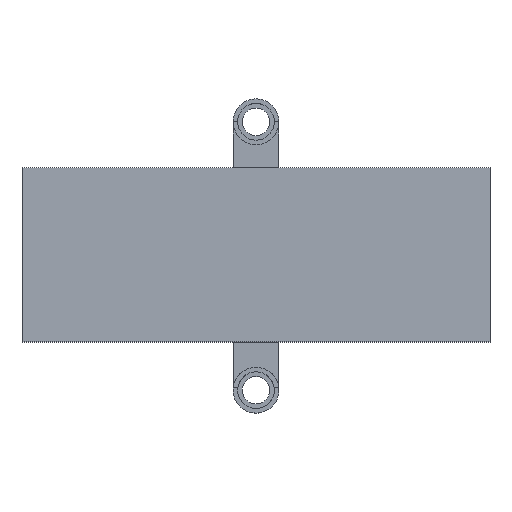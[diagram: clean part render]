
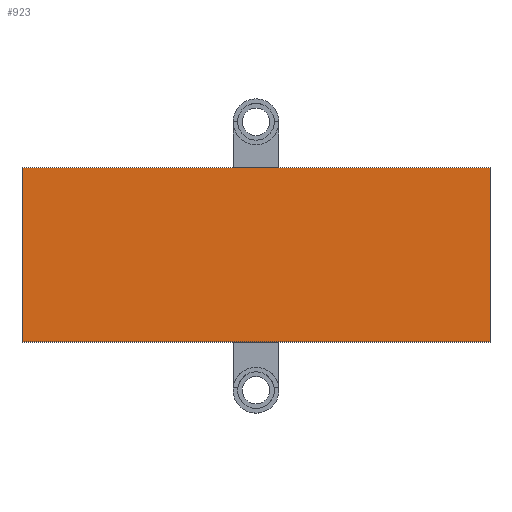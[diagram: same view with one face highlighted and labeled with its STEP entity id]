
A CAD part, top view. The second image highlights one B-rep face of the part: STEP entity #923.
In plain terms, the highlighted planar face has unit normal (0, 0, 1).
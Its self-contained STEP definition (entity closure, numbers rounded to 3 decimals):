
#855 = EDGE_CURVE('',#856,#858,#860,.T.);
#856 = VERTEX_POINT('',#857);
#857 = CARTESIAN_POINT('',(0.,0.,12.));
#858 = VERTEX_POINT('',#859);
#859 = CARTESIAN_POINT('',(0.,38.,12.));
#860 = LINE('',#861,#862);
#861 = CARTESIAN_POINT('',(0.,0.,12.));
#862 = VECTOR('',#863,1.);
#863 = DIRECTION('',(0.,1.,0.));
#923 = ADVANCED_FACE('',(#924),#949,.T.);
#924 = FACE_BOUND('',#925,.T.);
#925 = EDGE_LOOP('',(#926,#927,#935,#943));
#926 = ORIENTED_EDGE('',*,*,#855,.F.);
#927 = ORIENTED_EDGE('',*,*,#928,.T.);
#928 = EDGE_CURVE('',#856,#929,#931,.T.);
#929 = VERTEX_POINT('',#930);
#930 = CARTESIAN_POINT('',(102.,0.,12.));
#931 = LINE('',#932,#933);
#932 = CARTESIAN_POINT('',(0.,0.,12.));
#933 = VECTOR('',#934,1.);
#934 = DIRECTION('',(1.,0.,0.));
#935 = ORIENTED_EDGE('',*,*,#936,.T.);
#936 = EDGE_CURVE('',#929,#937,#939,.T.);
#937 = VERTEX_POINT('',#938);
#938 = CARTESIAN_POINT('',(102.,38.,12.));
#939 = LINE('',#940,#941);
#940 = CARTESIAN_POINT('',(102.,0.,12.));
#941 = VECTOR('',#942,1.);
#942 = DIRECTION('',(0.,1.,0.));
#943 = ORIENTED_EDGE('',*,*,#944,.F.);
#944 = EDGE_CURVE('',#858,#937,#945,.T.);
#945 = LINE('',#946,#947);
#946 = CARTESIAN_POINT('',(0.,38.,12.));
#947 = VECTOR('',#948,1.);
#948 = DIRECTION('',(1.,0.,0.));
#949 = PLANE('',#950);
#950 = AXIS2_PLACEMENT_3D('',#951,#952,#953);
#951 = CARTESIAN_POINT('',(0.,0.,12.));
#952 = DIRECTION('',(0.,0.,1.));
#953 = DIRECTION('',(1.,0.,0.));
